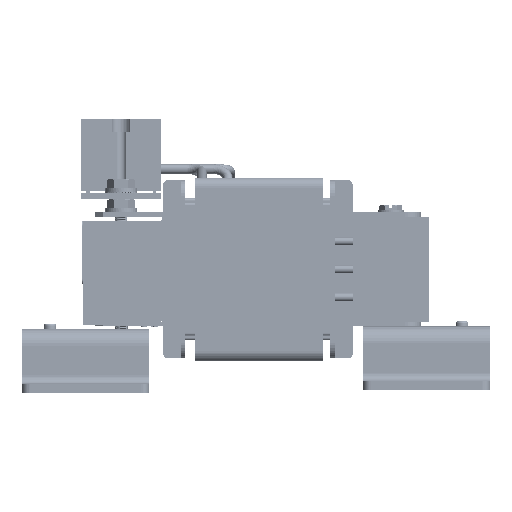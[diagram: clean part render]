
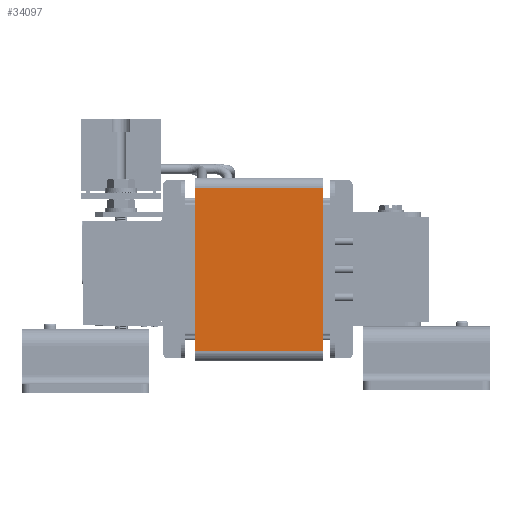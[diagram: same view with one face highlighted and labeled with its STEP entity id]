
A CAD part, left-side view. The second image highlights one B-rep face of the part: STEP entity #34097.
In plain terms, the highlighted planar face has unit normal (-1, 0, 0).
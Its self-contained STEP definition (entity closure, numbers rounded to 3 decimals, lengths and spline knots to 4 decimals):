
#2695=PLANE('',#37115);
#4190=FACE_OUTER_BOUND('',#6190,.T.);
#6190=EDGE_LOOP('',(#28385,#28386,#28387,#28388));
#8832=LINE('',#56446,#11887);
#8836=LINE('',#56460,#11891);
#8837=LINE('',#56462,#11892);
#8838=LINE('',#56463,#11893);
#11887=VECTOR('',#43379,0.3937);
#11891=VECTOR('',#43391,0.3937);
#11892=VECTOR('',#43392,0.3937);
#11893=VECTOR('',#43393,0.3937);
#15998=VERTEX_POINT('',#56442);
#16000=VERTEX_POINT('',#56445);
#16006=VERTEX_POINT('',#56459);
#16007=VERTEX_POINT('',#56461);
#20352=EDGE_CURVE('',#16000,#15998,#8832,.T.);
#20359=EDGE_CURVE('',#16006,#15998,#8836,.T.);
#20360=EDGE_CURVE('',#16006,#16007,#8837,.T.);
#20361=EDGE_CURVE('',#16007,#16000,#8838,.T.);
#28385=ORIENTED_EDGE('',*,*,#20359,.F.);
#28386=ORIENTED_EDGE('',*,*,#20360,.T.);
#28387=ORIENTED_EDGE('',*,*,#20361,.T.);
#28388=ORIENTED_EDGE('',*,*,#20352,.T.);
#34097=ADVANCED_FACE('',(#4190),#2695,.T.);
#37115=AXIS2_PLACEMENT_3D('',#56458,#43389,#43390);
#43379=DIRECTION('',(0.,-1.,0.));
#43389=DIRECTION('center_axis',(-1.,0.,0.));
#43390=DIRECTION('ref_axis',(0.,0.,1.));
#43391=DIRECTION('',(0.,0.,-1.));
#43392=DIRECTION('',(0.,1.,0.));
#43393=DIRECTION('',(0.,0.,-1.));
#56442=CARTESIAN_POINT('',(-0.3996,-0.2364,-0.007));
#56445=CARTESIAN_POINT('',(-0.3996,2.3264,-0.007));
#56446=CARTESIAN_POINT('',(-0.3996,-0.2364,-0.007));
#56458=CARTESIAN_POINT('Origin',(-0.3996,2.3264,1.998));
#56459=CARTESIAN_POINT('',(-0.3996,-0.2364,1.998));
#56460=CARTESIAN_POINT('',(-0.3996,-0.2364,1.998));
#56461=CARTESIAN_POINT('',(-0.3996,2.3264,1.998));
#56462=CARTESIAN_POINT('',(-0.3996,-0.2364,1.998));
#56463=CARTESIAN_POINT('',(-0.3996,2.3264,1.998));
